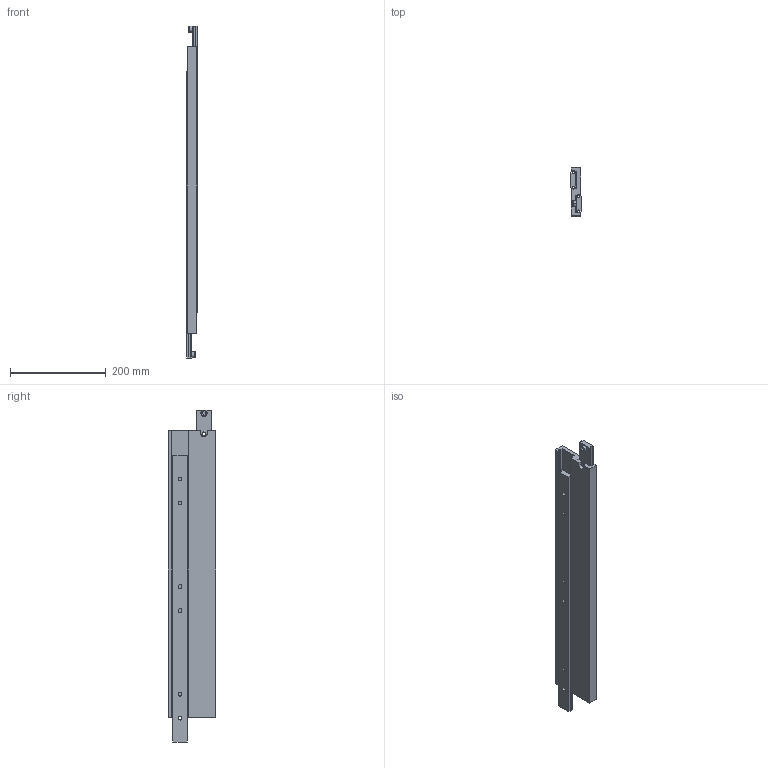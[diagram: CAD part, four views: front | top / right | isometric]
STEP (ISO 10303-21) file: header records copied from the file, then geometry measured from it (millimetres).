
FILE_DESCRIPTION (( 'STEP AP214' ), '1' );
FILE_NAME ('STR100-600.STEP', '2021-12-01T12:40:36', ( '' ), ( '' ), 'SwSTEP 2.0', 'SolidWorks 2020', '' );
FILE_SCHEMA (( 'AUTOMOTIVE_DESIGN' ));
Length unit declared in the file: millimetre
Products named in the file (3): zensko100_600; STR100-600; masko50_600
Assembly tree (3 placements, depth 2):
  STR100-600
    masko50_600  x2
    zensko100_600
Bounding box: 22 x 100 x 694.51 mm (x, y, z)
Volume: 1016482.6 mm3; surface area: 281207.3 mm2
Topology: 3 solids, 3 shells, 99 faces, 265 edges, 174 vertices
Faces by surface type: plane 56, cylinder 39, torus 4
Entity records: 2190 total; most frequent: DIRECTION 368, CARTESIAN_POINT 363, ORIENTED_EDGE 352, EDGE_CURVE 176, LINE 126, VECTOR 126, AXIS2_PLACEMENT_3D 121, VERTEX_POINT 116
